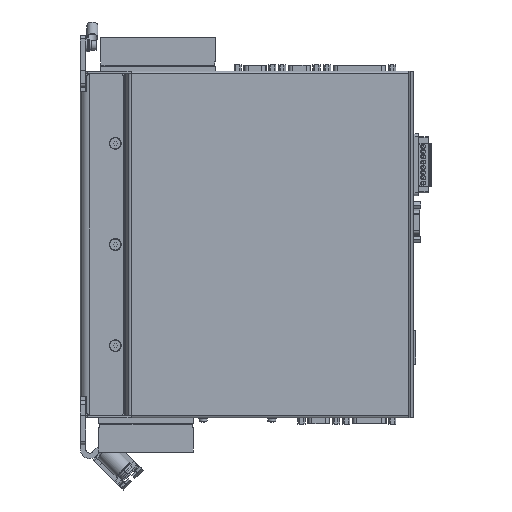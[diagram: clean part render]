
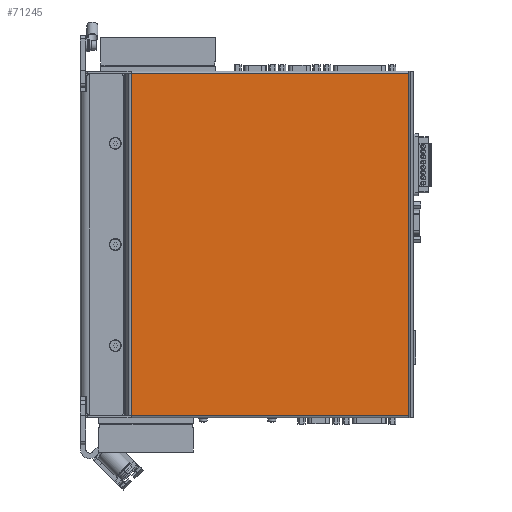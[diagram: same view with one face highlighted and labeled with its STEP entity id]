
A CAD part, top view. The second image highlights one B-rep face of the part: STEP entity #71245.
In plain terms, the highlighted face is planar.
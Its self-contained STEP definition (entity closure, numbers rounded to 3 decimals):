
#2940=ORIENTED_EDGE('',*,*,#17644,.F.);
#2941=ORIENTED_EDGE('',*,*,#17645,.F.);
#2942=ORIENTED_EDGE('',*,*,#17640,.T.);
#2943=ORIENTED_EDGE('',*,*,#17646,.T.);
#17640=EDGE_CURVE('',#24990,#24991,#29907,.T.);
#17644=EDGE_CURVE('',#24992,#24993,#29909,.T.);
#17645=EDGE_CURVE('',#24990,#24992,#29910,.T.);
#17646=EDGE_CURVE('',#24991,#24993,#29911,.T.);
#24990=VERTEX_POINT('',#95110);
#24991=VERTEX_POINT('',#95111);
#24992=VERTEX_POINT('',#95117);
#24993=VERTEX_POINT('',#95118);
#29907=LINE('',#95109,#35800);
#29909=LINE('',#95116,#35802);
#29910=LINE('',#95119,#35803);
#29911=LINE('',#95120,#35804);
#35800=VECTOR('',#79656,1000.);
#35802=VECTOR('',#79664,1000.);
#35803=VECTOR('',#79665,1000.);
#35804=VECTOR('',#79666,1000.);
#41120=EDGE_LOOP('',(#2940,#2941,#2942,#2943));
#44859=FACE_BOUND('',#41120,.T.);
#48509=PLANE('',#74404);
#71245=ADVANCED_FACE('',(#44859),#48509,.F.);
#74404=AXIS2_PLACEMENT_3D('',#95115,#79662,#79663);
#79656=DIRECTION('',(0.,0.,-1.));
#79662=DIRECTION('',(1.,0.,0.));
#79663=DIRECTION('',(0.,0.,-1.));
#79664=DIRECTION('',(0.,0.,-1.));
#79665=DIRECTION('',(0.,-1.,0.));
#79666=DIRECTION('',(0.,-1.,0.));
#95109=CARTESIAN_POINT('',(-40.225,238.64,129.05));
#95110=CARTESIAN_POINT('',(-40.225,238.64,127.45));
#95111=CARTESIAN_POINT('',(-40.225,238.64,-121.05));
#95115=CARTESIAN_POINT('',(-40.225,238.64,129.05));
#95116=CARTESIAN_POINT('',(-40.225,36.94,127.55));
#95117=CARTESIAN_POINT('',(-40.225,36.94,127.45));
#95118=CARTESIAN_POINT('',(-40.225,36.94,-121.05));
#95119=CARTESIAN_POINT('',(-40.225,238.64,127.45));
#95120=CARTESIAN_POINT('',(-40.225,238.64,-121.05));
